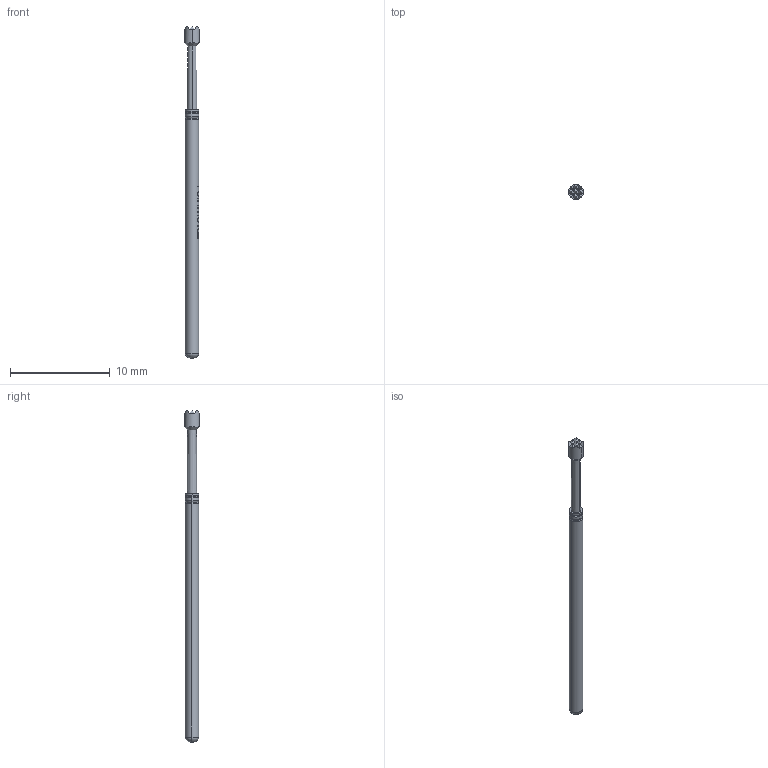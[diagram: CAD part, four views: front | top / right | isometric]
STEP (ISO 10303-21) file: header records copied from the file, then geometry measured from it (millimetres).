
FILE_DESCRIPTION (( 'STEP AP214' ), '1' );
FILE_NAME ('MOD-L10006B150Gxxx.STEP', '2021-04-15T10:16:35', ( 'Installadmin' ), ( 'Hewlett-Packard Company' ), 'SwSTEP 2.0', 'SolidWorks 2020', '' );
FILE_SCHEMA (( 'AUTOMOTIVE_DESIGN' ));
Length unit declared in the file: millimetre
Products named in the file (1): MOD-L10006B150Gxxx
Bounding box: 1.5 x 1.5 x 33.3 mm (x, y, z)
Volume: 43.8 mm3; surface area: 139.4 mm2
Topology: 1 solids, 1 shells, 207 faces, 565 edges, 360 vertices
Faces by surface type: plane 99, bspline 51, cylinder 43, torus 10, cone 4
Entity records: 9880 total; most frequent: CARTESIAN_POINT 4486, ORIENTED_EDGE 1126, DIRECTION 764, EDGE_CURVE 563, VERTEX_POINT 360, AXIS2_PLACEMENT_3D 279, EDGE_LOOP 209, FACE_OUTER_BOUND 207
